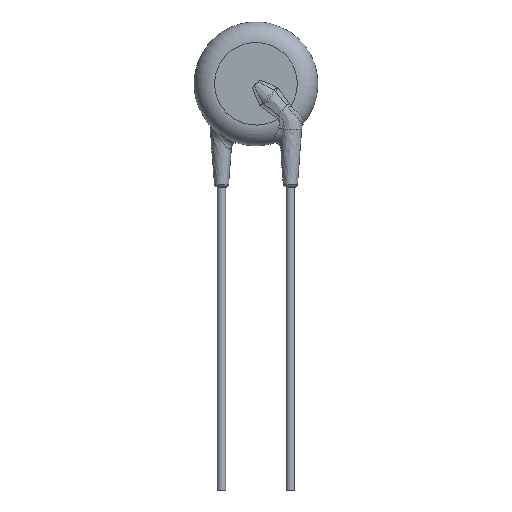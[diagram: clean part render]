
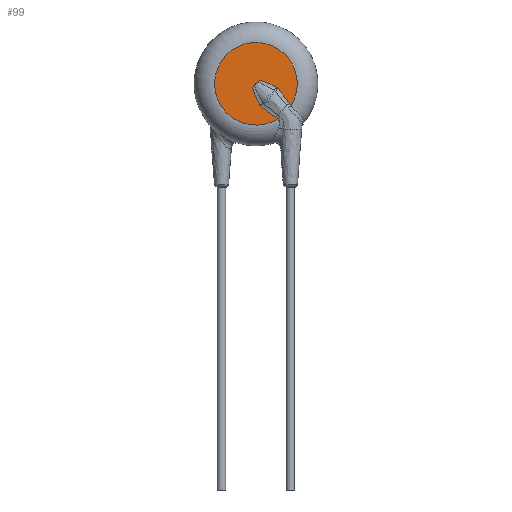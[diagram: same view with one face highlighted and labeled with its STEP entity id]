
A CAD part, front view. The second image highlights one B-rep face of the part: STEP entity #99.
In plain terms, the highlighted planar face has unit normal (0, -1, 0).
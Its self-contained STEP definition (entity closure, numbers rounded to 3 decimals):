
#99 = ADVANCED_FACE( '', ( #231 ), #232, .F. );
#231 = FACE_OUTER_BOUND( '', #1243, .T. );
#232 = PLANE( '', #1244 );
#1243 = EDGE_LOOP( '', ( #4690, #4691, #4692, #4693, #4694, #4695, #4696, #4697 ) );
#1244 = AXIS2_PLACEMENT_3D( '', #4698, #4699, #4700 );
#4690 = ORIENTED_EDGE( '', *, *, #4963, .F. );
#4691 = ORIENTED_EDGE( '', *, *, #4964, .T. );
#4692 = ORIENTED_EDGE( '', *, *, #4943, .T. );
#4693 = ORIENTED_EDGE( '', *, *, #4965, .T. );
#4694 = ORIENTED_EDGE( '', *, *, #4966, .T. );
#4695 = ORIENTED_EDGE( '', *, *, #4967, .T. );
#4696 = ORIENTED_EDGE( '', *, *, #4968, .T. );
#4697 = ORIENTED_EDGE( '', *, *, #4969, .T. );
#4698 = CARTESIAN_POINT( '', ( 0., -1.5, 0. ) );
#4699 = DIRECTION( '', ( 0., 1., 0. ) );
#4700 = DIRECTION( '', ( 0., 0., 1. ) );
#4943 = EDGE_CURVE( '', #5116, #5117, #5118, .T. );
#4963 = EDGE_CURVE( '', #5145, #5146, #5147, .T. );
#4964 = EDGE_CURVE( '', #5145, #5116, #5148, .T. );
#4965 = EDGE_CURVE( '', #5117, #5149, #5150, .T. );
#4966 = EDGE_CURVE( '', #5149, #5090, #5151, .F. );
#4967 = EDGE_CURVE( '', #5090, #5152, #5153, .T. );
#4968 = EDGE_CURVE( '', #5152, #5154, #5155, .T. );
#4969 = EDGE_CURVE( '', #5154, #5146, #5156, .T. );
#5090 = VERTEX_POINT( '', #5808 );
#5116 = VERTEX_POINT( '', #5942 );
#5117 = VERTEX_POINT( '', #5943 );
#5118 = B_SPLINE_CURVE_WITH_KNOTS( '', 3, ( #5944, #5945, #5946, #5947, #5948, #5949 ), .UNSPECIFIED., .F., .F., ( 4, 2, 4 ), ( 0., 0., 0.001 ), .UNSPECIFIED. );
#5145 = VERTEX_POINT( '', #6349 );
#5146 = VERTEX_POINT( '', #6350 );
#5147 = LINE( '', #6351, #6352 );
#5148 = B_SPLINE_CURVE_WITH_KNOTS( '', 3, ( #6353, #6354, #6355, #6356, #6357, #6358, #6359, #6360, #6361, #6362, #6363, #6364, #6365, #6366, #6367, #6368, #6369, #6370, #6371, #6372 ), .UNSPECIFIED., .F., .F., ( 4, 2, 2, 2, 2, 2, 2, 2, 1, 1, 4 ), ( 0., 0., 0., 0., 0., 0.001, 0.001, 0.001, 0.001, 0.001, 0.001 ), .UNSPECIFIED. );
#5149 = VERTEX_POINT( '', #6373 );
#5150 = B_SPLINE_CURVE_WITH_KNOTS( '', 3, ( #6374, #6375, #6376, #6377 ), .UNSPECIFIED., .F., .F., ( 4, 4 ), ( 0., 0. ), .UNSPECIFIED. );
#5151 = CIRCLE( '', #6378, 3. );
#5152 = VERTEX_POINT( '', #6379 );
#5153 = B_SPLINE_CURVE_WITH_KNOTS( '', 3, ( #6380, #6381, #6382, #6383 ), .UNSPECIFIED., .F., .F., ( 4, 4 ), ( 0., 0. ), .UNSPECIFIED. );
#5154 = VERTEX_POINT( '', #6384 );
#5155 = B_SPLINE_CURVE_WITH_KNOTS( '', 3, ( #6385, #6386, #6387, #6388, #6389, #6390, #6391, #6392 ), .UNSPECIFIED., .F., .F., ( 4, 2, 2, 4 ), ( 0., 0.001, 0.001, 0.001 ), .UNSPECIFIED. );
#5156 = B_SPLINE_CURVE_WITH_KNOTS( '', 3, ( #6393, #6394, #6395, #6396, #6397, #6398, #6399, #6400, #6401, #6402, #6403, #6404, #6405, #6406, #6407, #6408, #6409, #6410, #6411, #6412, #6413 ), .UNSPECIFIED., .F., .F., ( 4, 1, 2, 2, 2, 2, 2, 2, 2, 2, 4 ), ( 0., 0., 0., 0.001, 0.001, 0.001, 0.001, 0.001, 0.001, 0.001, 0.001 ), .UNSPECIFIED. );
#5808 = CARTESIAN_POINT( '', ( 1.575, -1.5, -2.554 ) );
#5942 = CARTESIAN_POINT( '', ( 1.57, -1.5, -0.28 ) );
#5943 = CARTESIAN_POINT( '', ( 2.444, -1.5, -1.433 ) );
#5944 = CARTESIAN_POINT( '', ( 1.57, -1.5, -0.28 ) );
#5945 = CARTESIAN_POINT( '', ( 1.716, -1.5, -0.471 ) );
#5946 = CARTESIAN_POINT( '', ( 1.862, -1.5, -0.664 ) );
#5947 = CARTESIAN_POINT( '', ( 2.153, -1.5, -1.048 ) );
#5948 = CARTESIAN_POINT( '', ( 2.298, -1.5, -1.241 ) );
#5949 = CARTESIAN_POINT( '', ( 2.444, -1.5, -1.433 ) );
#6349 = CARTESIAN_POINT( '', ( 0.254, -1.5, 0.254 ) );
#6350 = CARTESIAN_POINT( '', ( -0.254, -1.5, -0.254 ) );
#6351 = CARTESIAN_POINT( '', ( 0., -1.5, 0. ) );
#6352 = VECTOR( '', #7408, 1000. );
#6353 = CARTESIAN_POINT( '', ( 0.254, -1.5, 0.254 ) );
#6354 = CARTESIAN_POINT( '', ( 0.283, -1.5, 0.248 ) );
#6355 = CARTESIAN_POINT( '', ( 0.313, -1.5, 0.242 ) );
#6356 = CARTESIAN_POINT( '', ( 0.371, -1.5, 0.228 ) );
#6357 = CARTESIAN_POINT( '', ( 0.4, -1.5, 0.22 ) );
#6358 = CARTESIAN_POINT( '', ( 0.457, -1.5, 0.203 ) );
#6359 = CARTESIAN_POINT( '', ( 0.485, -1.5, 0.195 ) );
#6360 = CARTESIAN_POINT( '', ( 0.542, -1.5, 0.177 ) );
#6361 = CARTESIAN_POINT( '', ( 0.57, -1.5, 0.167 ) );
#6362 = CARTESIAN_POINT( '', ( 0.654, -1.5, 0.138 ) );
#6363 = CARTESIAN_POINT( '', ( 0.709, -1.5, 0.117 ) );
#6364 = CARTESIAN_POINT( '', ( 0.819, -1.5, 0.073 ) );
#6365 = CARTESIAN_POINT( '', ( 0.874, -1.5, 0.051 ) );
#6366 = CARTESIAN_POINT( '', ( 0.982, -1.5, 0.004 ) );
#6367 = CARTESIAN_POINT( '', ( 1.036, -1.5, -0.02 ) );
#6368 = CARTESIAN_POINT( '', ( 1.144, -1.5, -0.07 ) );
#6369 = CARTESIAN_POINT( '', ( 1.251, -1.5, -0.12 ) );
#6370 = CARTESIAN_POINT( '', ( 1.411, -1.5, -0.199 ) );
#6371 = CARTESIAN_POINT( '', ( 1.517, -1.5, -0.252 ) );
#6372 = CARTESIAN_POINT( '', ( 1.57, -1.5, -0.28 ) );
#6373 = CARTESIAN_POINT( '', ( 2.549, -1.5, -1.582 ) );
#6374 = CARTESIAN_POINT( '', ( 2.444, -1.5, -1.433 ) );
#6375 = CARTESIAN_POINT( '', ( 2.48, -1.5, -1.482 ) );
#6376 = CARTESIAN_POINT( '', ( 2.515, -1.5, -1.531 ) );
#6377 = CARTESIAN_POINT( '', ( 2.549, -1.5, -1.582 ) );
#6378 = AXIS2_PLACEMENT_3D( '', #7409, #7410, #7411 );
#6379 = CARTESIAN_POINT( '', ( 1.44, -1.5, -2.449 ) );
#6380 = CARTESIAN_POINT( '', ( 1.575, -1.5, -2.554 ) );
#6381 = CARTESIAN_POINT( '', ( 1.532, -1.5, -2.516 ) );
#6382 = CARTESIAN_POINT( '', ( 1.487, -1.5, -2.482 ) );
#6383 = CARTESIAN_POINT( '', ( 1.44, -1.5, -2.449 ) );
#6384 = CARTESIAN_POINT( '', ( 0.292, -1.5, -1.595 ) );
#6385 = CARTESIAN_POINT( '', ( 1.44, -1.5, -2.449 ) );
#6386 = CARTESIAN_POINT( '', ( 1.245, -1.5, -2.312 ) );
#6387 = CARTESIAN_POINT( '', ( 1.052, -1.5, -2.172 ) );
#6388 = CARTESIAN_POINT( '', ( 0.766, -1.5, -1.958 ) );
#6389 = CARTESIAN_POINT( '', ( 0.67, -1.5, -1.886 ) );
#6390 = CARTESIAN_POINT( '', ( 0.481, -1.5, -1.741 ) );
#6391 = CARTESIAN_POINT( '', ( 0.387, -1.5, -1.668 ) );
#6392 = CARTESIAN_POINT( '', ( 0.292, -1.5, -1.595 ) );
#6393 = CARTESIAN_POINT( '', ( 0.292, -1.5, -1.595 ) );
#6394 = CARTESIAN_POINT( '', ( 0.265, -1.5, -1.541 ) );
#6395 = CARTESIAN_POINT( '', ( 0.21, -1.5, -1.433 ) );
#6396 = CARTESIAN_POINT( '', ( 0.156, -1.5, -1.324 ) );
#6397 = CARTESIAN_POINT( '', ( 0.104, -1.5, -1.216 ) );
#6398 = CARTESIAN_POINT( '', ( 0.078, -1.5, -1.161 ) );
#6399 = CARTESIAN_POINT( '', ( 0.027, -1.5, -1.051 ) );
#6400 = CARTESIAN_POINT( '', ( 0.002, -1.5, -0.996 ) );
#6401 = CARTESIAN_POINT( '', ( -0.046, -1.5, -0.885 ) );
#6402 = CARTESIAN_POINT( '', ( -0.069, -1.5, -0.83 ) );
#6403 = CARTESIAN_POINT( '', ( -0.114, -1.5, -0.718 ) );
#6404 = CARTESIAN_POINT( '', ( -0.135, -1.5, -0.661 ) );
#6405 = CARTESIAN_POINT( '', ( -0.165, -1.5, -0.576 ) );
#6406 = CARTESIAN_POINT( '', ( -0.175, -1.5, -0.547 ) );
#6407 = CARTESIAN_POINT( '', ( -0.193, -1.5, -0.49 ) );
#6408 = CARTESIAN_POINT( '', ( -0.202, -1.5, -0.461 ) );
#6409 = CARTESIAN_POINT( '', ( -0.219, -1.5, -0.402 ) );
#6410 = CARTESIAN_POINT( '', ( -0.227, -1.5, -0.373 ) );
#6411 = CARTESIAN_POINT( '', ( -0.241, -1.5, -0.314 ) );
#6412 = CARTESIAN_POINT( '', ( -0.248, -1.5, -0.284 ) );
#6413 = CARTESIAN_POINT( '', ( -0.254, -1.5, -0.254 ) );
#7408 = DIRECTION( '', ( -0.707, 0., -0.707 ) );
#7409 = CARTESIAN_POINT( '', ( 0., -1.5, 0. ) );
#7410 = DIRECTION( '', ( 0., 1., 0. ) );
#7411 = DIRECTION( '', ( 0., 0., 1. ) );
